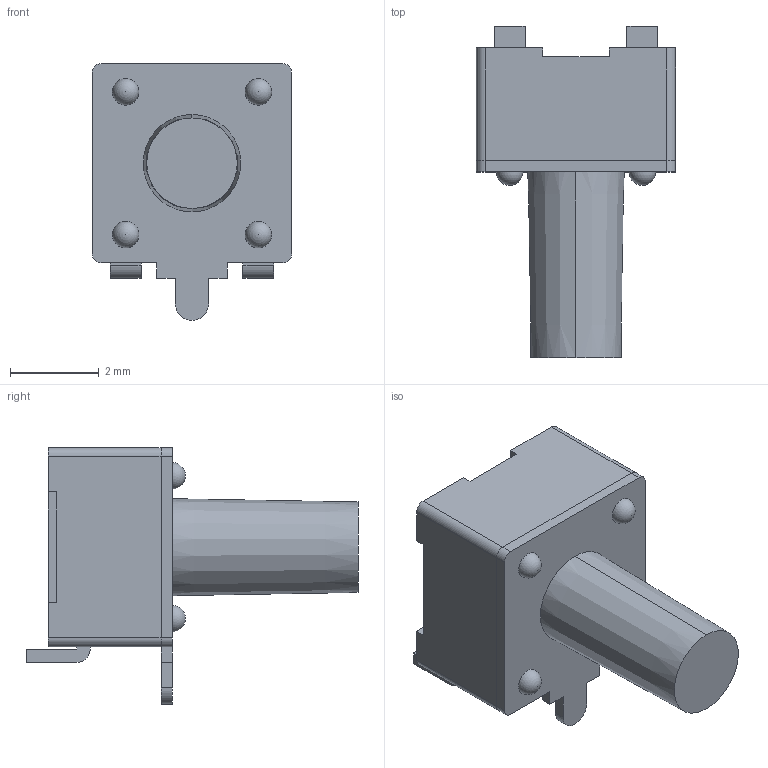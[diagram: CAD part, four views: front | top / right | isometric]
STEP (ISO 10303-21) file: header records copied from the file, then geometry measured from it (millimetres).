
FILE_DESCRIPTION(('FreeCAD Model'),'2;1');
FILE_NAME('Open CASCADE Shape Model','2024-05-29T17:25:41',('Author'),( ''),'Open CASCADE STEP processor 7.6','FreeCAD','Unknown');
FILE_SCHEMA(('AUTOMOTIVE_DESIGN { 1 0 10303 214 1 1 1 1 }'));
Length unit declared in the file: millimetre
Products named in the file (12): Vz4d-SW1; KEY-SMD_3P-L4.5-W7.0-P3.00; COMPOUND009; COMPOUND; COMPOUND001; COMPOUND002; COMPOUND003; COMPOUND004; COMPOUND005; COMPOUND006; COMPOUND007; COMPOUND008
Assembly tree (11 placements, depth 4):
  Vz4d-SW1
    KEY-SMD_3P-L4.5-W7.0-P3.00
      COMPOUND009
        COMPOUND
        COMPOUND001
        COMPOUND002
        COMPOUND003
        COMPOUND004
        COMPOUND005
        COMPOUND006
        COMPOUND007
        COMPOUND008
Bounding box: 4.5 x 7.5 x 5.8 mm (x, y, z)
Volume: 70.3 mm3; surface area: 176.8 mm2
Topology: 9 solids, 9 shells, 364 faces, 980 edges, 656 vertices
Faces by surface type: plane 232, bspline 112, cylinder 14, sphere 4, cone 2
Entity records: 13419 total; most frequent: CARTESIAN_POINT 4136, ORIENTED_EDGE 1952, DIRECTION 1316, EDGE_CURVE 976, LINE 700, VECTOR 700, VERTEX_POINT 656, FACE_BOUND 392
